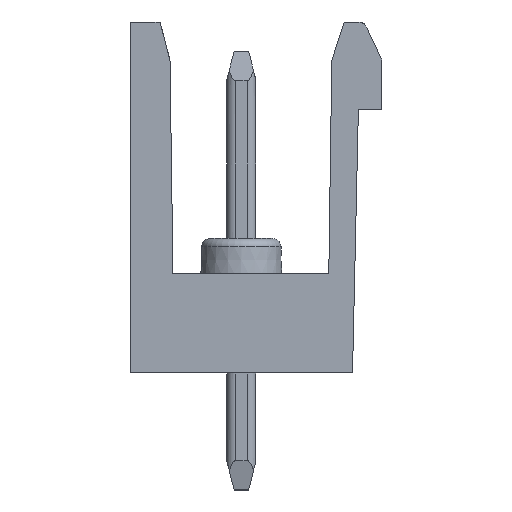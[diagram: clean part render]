
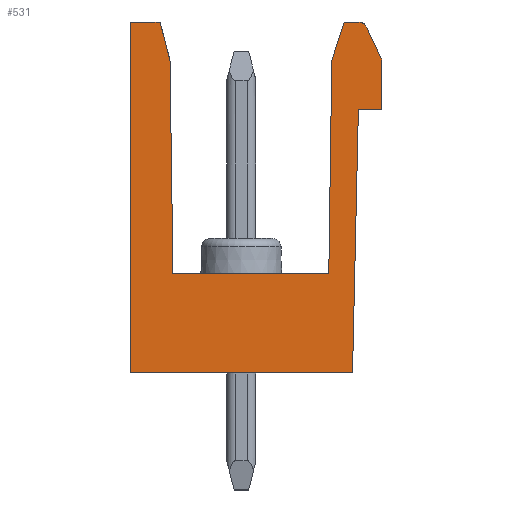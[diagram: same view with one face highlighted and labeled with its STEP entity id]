
A CAD part, left-side view. The second image highlights one B-rep face of the part: STEP entity #531.
In plain terms, the highlighted planar face has unit normal (-1, 0, 0).
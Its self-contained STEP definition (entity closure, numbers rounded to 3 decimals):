
#531=ADVANCED_FACE('',(#1225),#929,.F.);
#929=PLANE('',#7707);
#1225=FACE_OUTER_BOUND('',#1632,.T.);
#1632=EDGE_LOOP('',(#2515,#2516,#2517,#2518,#2519,#2520,#2521,#2522,#2523,
#2524,#2525,#2526,#2527,#2528,#2529,#2530));
#2075=CIRCLE('',#7706,0.3);
#2515=ORIENTED_EDGE('',*,*,#5331,.F.);
#2516=ORIENTED_EDGE('',*,*,#5332,.T.);
#2517=ORIENTED_EDGE('',*,*,#5066,.T.);
#2518=ORIENTED_EDGE('',*,*,#5220,.F.);
#2519=ORIENTED_EDGE('',*,*,#5333,.F.);
#2520=ORIENTED_EDGE('',*,*,#5309,.F.);
#2521=ORIENTED_EDGE('',*,*,#5306,.F.);
#2522=ORIENTED_EDGE('',*,*,#5303,.F.);
#2523=ORIENTED_EDGE('',*,*,#5330,.F.);
#2524=ORIENTED_EDGE('',*,*,#5334,.F.);
#2525=ORIENTED_EDGE('',*,*,#5335,.T.);
#2526=ORIENTED_EDGE('',*,*,#5336,.F.);
#2527=ORIENTED_EDGE('',*,*,#5337,.F.);
#2528=ORIENTED_EDGE('',*,*,#5241,.F.);
#2529=ORIENTED_EDGE('',*,*,#5240,.F.);
#2530=ORIENTED_EDGE('',*,*,#5239,.F.);
#4346=VERTEX_POINT('',#10563);
#4347=VERTEX_POINT('',#10565);
#4471=VERTEX_POINT('',#10962);
#4483=VERTEX_POINT('',#10995);
#4484=VERTEX_POINT('',#10997);
#4485=VERTEX_POINT('',#10999);
#4486=VERTEX_POINT('',#11001);
#4525=VERTEX_POINT('',#11099);
#4534=VERTEX_POINT('',#11123);
#4535=VERTEX_POINT('',#11127);
#4538=VERTEX_POINT('',#11134);
#4551=VERTEX_POINT('',#11177);
#4552=VERTEX_POINT('',#11181);
#4553=VERTEX_POINT('',#11185);
#4554=VERTEX_POINT('',#11187);
#4555=VERTEX_POINT('',#11189);
#5066=EDGE_CURVE('',#4347,#4346,#6150,.T.);
#5220=EDGE_CURVE('',#4471,#4346,#6242,.T.);
#5239=EDGE_CURVE('',#4483,#4484,#6249,.T.);
#5240=EDGE_CURVE('',#4484,#4485,#6250,.T.);
#5241=EDGE_CURVE('',#4485,#4486,#6251,.T.);
#5303=EDGE_CURVE('',#4534,#4525,#6281,.T.);
#5306=EDGE_CURVE('',#4525,#4535,#6284,.T.);
#5309=EDGE_CURVE('',#4535,#4538,#6287,.T.);
#5330=EDGE_CURVE('',#4551,#4534,#6305,.T.);
#5331=EDGE_CURVE('',#4552,#4483,#6306,.T.);
#5332=EDGE_CURVE('',#4552,#4347,#6307,.T.);
#5333=EDGE_CURVE('',#4538,#4471,#6308,.T.);
#5334=EDGE_CURVE('',#4553,#4551,#2075,.T.);
#5335=EDGE_CURVE('',#4553,#4554,#6309,.T.);
#5336=EDGE_CURVE('',#4555,#4554,#6310,.T.);
#5337=EDGE_CURVE('',#4486,#4555,#6311,.T.);
#6150=LINE('',#10564,#6856);
#6242=LINE('',#10963,#6948);
#6249=LINE('',#10996,#6955);
#6250=LINE('',#10998,#6956);
#6251=LINE('',#11000,#6957);
#6281=LINE('',#11124,#6987);
#6284=LINE('',#11130,#6990);
#6287=LINE('',#11136,#6993);
#6305=LINE('',#11178,#7011);
#6306=LINE('',#11180,#7012);
#6307=LINE('',#11182,#7013);
#6308=LINE('',#11183,#7014);
#6309=LINE('',#11186,#7015);
#6310=LINE('',#11188,#7016);
#6311=LINE('',#11190,#7017);
#6856=VECTOR('',#8328,1.);
#6948=VECTOR('',#8564,1.);
#6955=VECTOR('',#8599,1.);
#6956=VECTOR('',#8600,1.);
#6957=VECTOR('',#8601,1.);
#6987=VECTOR('',#8721,1.);
#6990=VECTOR('',#8726,1.);
#6993=VECTOR('',#8731,1.);
#7011=VECTOR('',#8771,1.);
#7012=VECTOR('',#8774,1.);
#7013=VECTOR('',#8775,1.);
#7014=VECTOR('',#8776,1.);
#7015=VECTOR('',#8779,1.);
#7016=VECTOR('',#8780,1.);
#7017=VECTOR('',#8781,1.);
#7706=AXIS2_PLACEMENT_3D('',#11184,#8777,#8778);
#7707=AXIS2_PLACEMENT_3D('',#11191,#8782,#8783);
#8328=DIRECTION('',(0.,1.,0.));
#8564=DIRECTION('',(0.,0.,1.));
#8599=DIRECTION('',(0.,-1.,0.));
#8600=DIRECTION('',(0.,-1.,0.));
#8601=DIRECTION('',(0.,-1.,0.));
#8721=DIRECTION('',(0.,0.,-1.));
#8726=DIRECTION('',(0.,1.,0.));
#8731=DIRECTION('',(0.,0.022,-1.));
#8771=DIRECTION('',(0.,-0.419,-0.908));
#8774=DIRECTION('',(0.,-0.014,-1.));
#8775=DIRECTION('',(0.,0.25,0.968));
#8776=DIRECTION('',(0.,1.,0.));
#8777=DIRECTION('',(1.,0.,0.));
#8778=DIRECTION('',(0.,0.,1.));
#8779=DIRECTION('',(0.,1.,0.));
#8780=DIRECTION('',(0.,-0.306,0.952));
#8781=DIRECTION('',(0.,-0.014,1.));
#8782=DIRECTION('',(1.,0.,0.));
#8783=DIRECTION('',(0.,-1.,0.));
#10563=CARTESIAN_POINT('',(0.,8.6,0.));
#10564=CARTESIAN_POINT('',(0.,6.85,0.));
#10565=CARTESIAN_POINT('',(0.,7.577,0.));
#10962=CARTESIAN_POINT('',(0.,8.6,-12.));
#10963=CARTESIAN_POINT('',(0.,8.6,-12.));
#10995=CARTESIAN_POINT('',(0.,7.139,-8.6));
#10996=CARTESIAN_POINT('',(0.,4.3,-8.6));
#10997=CARTESIAN_POINT('',(0.,5.3,-8.6));
#10998=CARTESIAN_POINT('',(0.,5.3,-8.6));
#10999=CARTESIAN_POINT('',(0.,4.3,-8.6));
#11000=CARTESIAN_POINT('',(0.,4.3,-8.6));
#11001=CARTESIAN_POINT('',(0.,1.811,-8.6));
#11099=CARTESIAN_POINT('',(0.,0.,-3.));
#11123=CARTESIAN_POINT('',(0.,0.,-1.3));
#11124=CARTESIAN_POINT('',(0.,0.,-1.3));
#11127=CARTESIAN_POINT('',(0.,0.8,-3.));
#11130=CARTESIAN_POINT('',(0.,0.,-3.));
#11134=CARTESIAN_POINT('',(0.,1.,-12.));
#11136=CARTESIAN_POINT('',(0.,0.8,-3.));
#11177=CARTESIAN_POINT('',(0.,0.52,-0.174));
#11178=CARTESIAN_POINT('',(0.,0.52,-0.174));
#11180=CARTESIAN_POINT('',(0.,7.172,-6.2));
#11181=CARTESIAN_POINT('',(0.,7.241,-1.3));
#11182=CARTESIAN_POINT('',(0.,5.916,-6.418));
#11183=CARTESIAN_POINT('',(0.,1.,-12.));
#11184=CARTESIAN_POINT('',(0.,0.792,-0.3));
#11185=CARTESIAN_POINT('',(0.,0.792,0.));
#11186=CARTESIAN_POINT('',(0.,0.792,0.));
#11187=CARTESIAN_POINT('',(0.,1.291,0.));
#11188=CARTESIAN_POINT('',(0.,1.709,-1.3));
#11189=CARTESIAN_POINT('',(0.,1.709,-1.3));
#11190=CARTESIAN_POINT('',(0.,1.846,-11.1));
#11191=CARTESIAN_POINT('',(0.,4.3,-6.));
